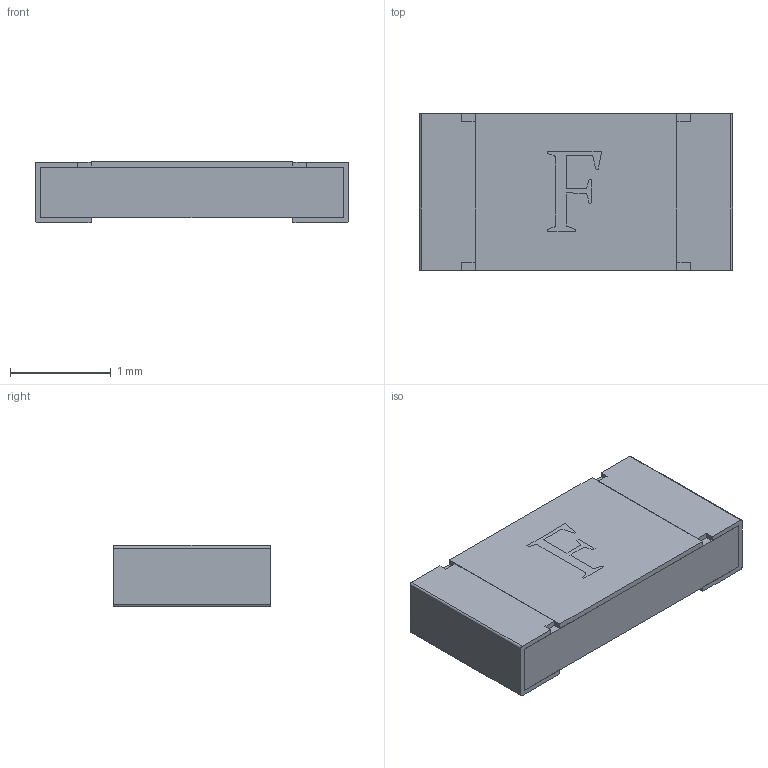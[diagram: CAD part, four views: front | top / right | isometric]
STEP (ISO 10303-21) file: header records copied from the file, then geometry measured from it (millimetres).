
FILE_DESCRIPTION (( 'STEP AP214' ), '1' );
FILE_NAME ('0A1970E4-5112-49AB-B496-0E1C0B40E03B.STEP', '2024-11-23T14:19:28', ( '' ), ( '' ), 'SwSTEP 2.0', 'SolidWorks 2022', '' );
FILE_SCHEMA (( 'AUTOMOTIVE_DESIGN' ));
Length unit declared in the file: millimetre
Products named in the file (1): 0A1970E4-5112-49AB-B496-0E1C0B40E03B
Bounding box: 3.1 x 1.55 x 0.61 mm (x, y, z)
Volume: 2.7 mm3; surface area: 30.9 mm2
Topology: 4 solids, 4 shells, 45 faces, 144 edges, 108 vertices
Faces by surface type: plane 41, cylinder 4
Entity records: 2232 total; most frequent: CARTESIAN_POINT 390, ORIENTED_EDGE 288, DIRECTION 229, EDGE_CURVE 144, VECTOR 121, LINE 121, VERTEX_POINT 108, AXIS2_PLACEMENT_3D 54
